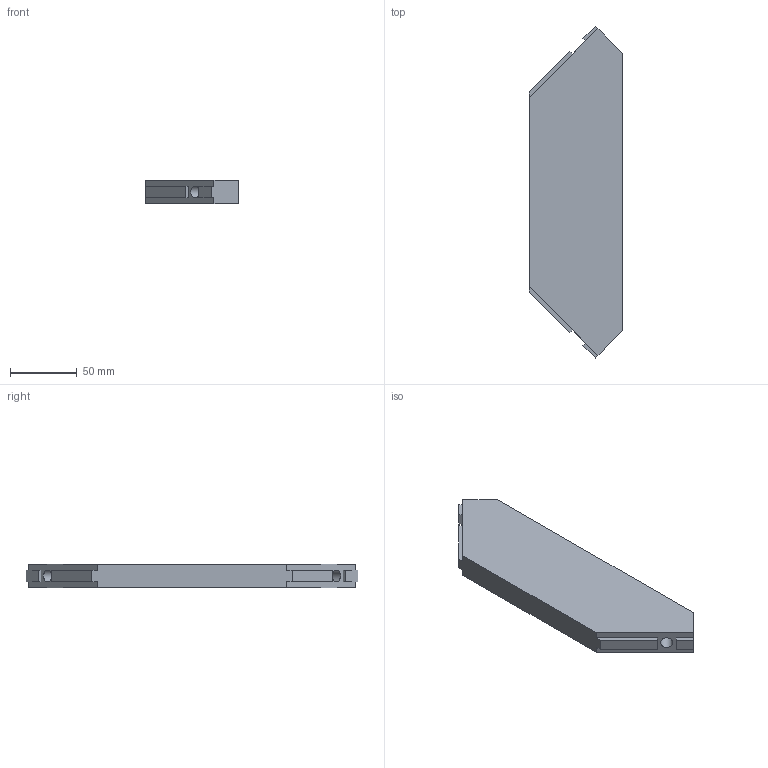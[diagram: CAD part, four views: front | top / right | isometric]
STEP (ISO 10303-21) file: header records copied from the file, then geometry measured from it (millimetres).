
FILE_DESCRIPTION(/* description */ ('RINFORZO ANGOLARE SERIE 45 S/FORI FILET.'),/* implementation_level */ '2;1');
FILE_NAME(/* name */ 'DGIPD0000070.stp',/* time_stamp */ '2018-11-02T11:03:30+01:00',/* author */ ('fzagni'),/* organization */ (''),/* preprocessor_version */ 'ST-DEVELOPER v16.1',/* originating_system */ 'Autodesk Inventor 2016',/* authorisation */ '');
FILE_SCHEMA (('AUTOMOTIVE_DESIGN { 1 0 10303 214 3 1 1 }'));
Length unit declared in the file: millimetre
Products named in the file (1): 30.109.01
Bounding box: 70 x 249.24 x 18 mm (x, y, z)
Volume: 246856.8 mm3; surface area: 42025.2 mm2
Topology: 1 solids, 1 shells, 30 faces, 78 edges, 52 vertices
Faces by surface type: plane 26, cylinder 4
Full cylindrical faces by diameter (mm): 9 x2, 16 x2
Entity records: 922 total; most frequent: CARTESIAN_POINT 157, ORIENTED_EDGE 148, DIRECTION 144, EDGE_CURVE 74, LINE 66, VECTOR 66, VERTEX_POINT 52, EDGE_LOOP 40
